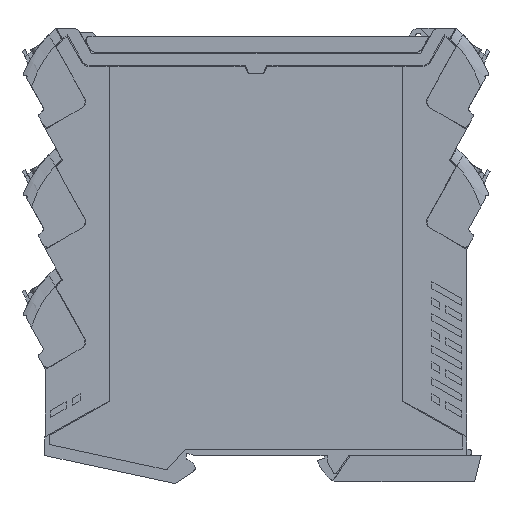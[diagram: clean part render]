
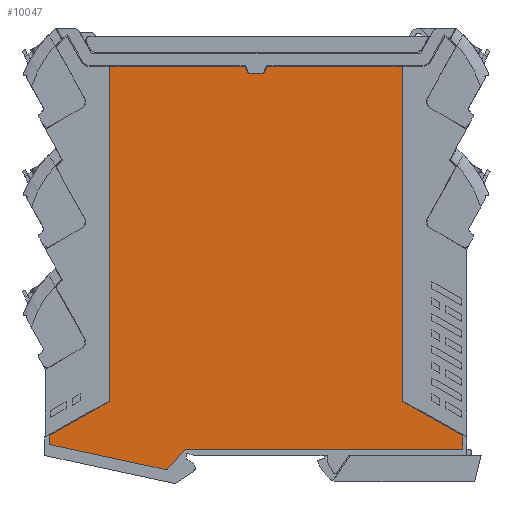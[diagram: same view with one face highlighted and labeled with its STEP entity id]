
A CAD part, left-side view. The second image highlights one B-rep face of the part: STEP entity #10047.
In plain terms, the highlighted planar face has unit normal (-1, 0, 0).
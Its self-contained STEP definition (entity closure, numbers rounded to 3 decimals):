
#10025=AXIS2_PLACEMENT_3D('Plane Axis2P3D',#10022,#10023,#10024) ;
#7637=CARTESIAN_POINT('Vertex',(0.,110.437,12.04)) ;
#7640=CARTESIAN_POINT('Line Origine',(0.,102.821,16.305)) ;
#7644=CARTESIAN_POINT('Vertex',(0.,95.205,20.571)) ;
#7669=CARTESIAN_POINT('Vertex',(0.,110.437,9.771)) ;
#7672=CARTESIAN_POINT('Line Origine',(0.,110.437,10.906)) ;
#7694=CARTESIAN_POINT('Vertex',(0.,80.884,3.413)) ;
#7697=CARTESIAN_POINT('Line Origine',(0.,95.661,6.592)) ;
#7715=CARTESIAN_POINT('Line Origine',(0.,78.847,5.745)) ;
#7719=CARTESIAN_POINT('Vertex',(0.,76.81,8.077)) ;
#7726=CARTESIAN_POINT('Vertex',(0.,76.332,8.624)) ;
#7729=CARTESIAN_POINT('Line Origine',(0.,76.568,8.353)) ;
#7733=CARTESIAN_POINT('Vertex',(0.,76.805,8.082)) ;
#7736=CARTESIAN_POINT('Line Origine',(0.,76.808,8.079)) ;
#7762=CARTESIAN_POINT('Vertex',(0.,6.773,8.624)) ;
#7765=CARTESIAN_POINT('Line Origine',(0.,41.552,8.624)) ;
#7787=CARTESIAN_POINT('Vertex',(0.,6.773,12.04)) ;
#7790=CARTESIAN_POINT('Line Origine',(0.,6.773,10.332)) ;
#7812=CARTESIAN_POINT('Vertex',(0.,22.005,20.571)) ;
#7815=CARTESIAN_POINT('Line Origine',(0.,14.389,16.305)) ;
#7837=CARTESIAN_POINT('Vertex',(0.,22.005,104.524)) ;
#7840=CARTESIAN_POINT('Line Origine',(0.,22.005,62.547)) ;
#7857=CARTESIAN_POINT('Vertex',(0.,55.774,104.524)) ;
#7860=CARTESIAN_POINT('Line Origine',(0.,54.024,104.524)) ;
#7864=CARTESIAN_POINT('Vertex',(0.,52.274,104.524)) ;
#7867=CARTESIAN_POINT('Line Origine',(0.,37.14,104.524)) ;
#7890=CARTESIAN_POINT('Vertex',(0.,56.66,102.624)) ;
#7893=CARTESIAN_POINT('Line Origine',(0.,56.217,103.574)) ;
#7915=CARTESIAN_POINT('Vertex',(0.,60.55,102.624)) ;
#7918=CARTESIAN_POINT('Line Origine',(0.,58.605,102.624)) ;
#7940=CARTESIAN_POINT('Vertex',(0.,61.436,104.524)) ;
#7943=CARTESIAN_POINT('Line Origine',(0.,60.993,103.574)) ;
#7956=CARTESIAN_POINT('Line Origine',(0.,63.186,104.524)) ;
#7960=CARTESIAN_POINT('Vertex',(0.,64.936,104.524)) ;
#7967=CARTESIAN_POINT('Vertex',(0.,95.205,104.524)) ;
#7970=CARTESIAN_POINT('Line Origine',(0.,80.07,104.524)) ;
#7989=CARTESIAN_POINT('Line Origine',(0.,95.205,62.547)) ;
#10022=CARTESIAN_POINT('Axis2P3D Location',(0.,58.605,7.024)) ;
#7641=DIRECTION('Vector Direction',(0.,0.872,-0.489)) ;
#7673=DIRECTION('Vector Direction',(0.,0.,-1.)) ;
#7698=DIRECTION('Vector Direction',(0.,-0.978,-0.21)) ;
#7716=DIRECTION('Vector Direction',(0.,-0.658,0.753)) ;
#7730=DIRECTION('Vector Direction',(0.,-0.658,0.753)) ;
#7737=DIRECTION('Vector Direction',(0.,-0.658,0.753)) ;
#7766=DIRECTION('Vector Direction',(0.,1.,0.)) ;
#7791=DIRECTION('Vector Direction',(0.,0.,1.)) ;
#7816=DIRECTION('Vector Direction',(0.,0.872,0.489)) ;
#7841=DIRECTION('Vector Direction',(0.,0.,1.)) ;
#7861=DIRECTION('Vector Direction',(0.,1.,0.)) ;
#7868=DIRECTION('Vector Direction',(0.,1.,0.)) ;
#7894=DIRECTION('Vector Direction',(0.,-0.423,0.906)) ;
#7919=DIRECTION('Vector Direction',(0.,1.,0.)) ;
#7944=DIRECTION('Vector Direction',(0.,0.423,0.906)) ;
#7957=DIRECTION('Vector Direction',(0.,1.,0.)) ;
#7971=DIRECTION('Vector Direction',(0.,1.,0.)) ;
#7990=DIRECTION('Vector Direction',(0.,0.,-1.)) ;
#10023=DIRECTION('Axis2P3D Direction',(-1.,0.,0.)) ;
#10024=DIRECTION('Axis2P3D XDirection',(0.,1.,0.)) ;
#7642=VECTOR('Line Direction',#7641,1.) ;
#7674=VECTOR('Line Direction',#7673,1.) ;
#7699=VECTOR('Line Direction',#7698,1.) ;
#7717=VECTOR('Line Direction',#7716,1.) ;
#7731=VECTOR('Line Direction',#7730,1.) ;
#7738=VECTOR('Line Direction',#7737,1.) ;
#7767=VECTOR('Line Direction',#7766,1.) ;
#7792=VECTOR('Line Direction',#7791,1.) ;
#7817=VECTOR('Line Direction',#7816,1.) ;
#7842=VECTOR('Line Direction',#7841,1.) ;
#7862=VECTOR('Line Direction',#7861,1.) ;
#7869=VECTOR('Line Direction',#7868,1.) ;
#7895=VECTOR('Line Direction',#7894,1.) ;
#7920=VECTOR('Line Direction',#7919,1.) ;
#7945=VECTOR('Line Direction',#7944,1.) ;
#7958=VECTOR('Line Direction',#7957,1.) ;
#7972=VECTOR('Line Direction',#7971,1.) ;
#7991=VECTOR('Line Direction',#7990,1.) ;
#10028=ORIENTED_EDGE('',*,*,#7721,.T.) ;
#10029=ORIENTED_EDGE('',*,*,#7740,.T.) ;
#10030=ORIENTED_EDGE('',*,*,#7735,.T.) ;
#10031=ORIENTED_EDGE('',*,*,#7769,.T.) ;
#10032=ORIENTED_EDGE('',*,*,#7794,.T.) ;
#10033=ORIENTED_EDGE('',*,*,#7819,.T.) ;
#10034=ORIENTED_EDGE('',*,*,#7844,.T.) ;
#10035=ORIENTED_EDGE('',*,*,#7871,.T.) ;
#10036=ORIENTED_EDGE('',*,*,#7866,.T.) ;
#10037=ORIENTED_EDGE('',*,*,#7897,.T.) ;
#10038=ORIENTED_EDGE('',*,*,#7922,.T.) ;
#10039=ORIENTED_EDGE('',*,*,#7947,.T.) ;
#10040=ORIENTED_EDGE('',*,*,#7962,.T.) ;
#10041=ORIENTED_EDGE('',*,*,#7974,.T.) ;
#10042=ORIENTED_EDGE('',*,*,#7993,.T.) ;
#10043=ORIENTED_EDGE('',*,*,#7646,.T.) ;
#10044=ORIENTED_EDGE('',*,*,#7676,.T.) ;
#10045=ORIENTED_EDGE('',*,*,#7701,.T.) ;
#10047=ADVANCED_FACE('GEHAEUSE',(#10046),#10026,.T.) ;
#7646=EDGE_CURVE('',#7645,#7638,#7643,.T.) ;
#7676=EDGE_CURVE('',#7638,#7670,#7675,.T.) ;
#7701=EDGE_CURVE('',#7670,#7695,#7700,.T.) ;
#7721=EDGE_CURVE('',#7695,#7720,#7718,.T.) ;
#7735=EDGE_CURVE('',#7734,#7727,#7732,.T.) ;
#7740=EDGE_CURVE('',#7720,#7734,#7739,.T.) ;
#7769=EDGE_CURVE('',#7727,#7763,#7768,.F.) ;
#7794=EDGE_CURVE('',#7763,#7788,#7793,.T.) ;
#7819=EDGE_CURVE('',#7788,#7813,#7818,.T.) ;
#7844=EDGE_CURVE('',#7813,#7838,#7843,.T.) ;
#7866=EDGE_CURVE('',#7865,#7858,#7863,.T.) ;
#7871=EDGE_CURVE('',#7838,#7865,#7870,.T.) ;
#7897=EDGE_CURVE('',#7858,#7891,#7896,.F.) ;
#7922=EDGE_CURVE('',#7891,#7916,#7921,.T.) ;
#7947=EDGE_CURVE('',#7916,#7941,#7946,.T.) ;
#7962=EDGE_CURVE('',#7941,#7961,#7959,.T.) ;
#7974=EDGE_CURVE('',#7961,#7968,#7973,.T.) ;
#7993=EDGE_CURVE('',#7968,#7645,#7992,.T.) ;
#10027=EDGE_LOOP('',(#10028,#10029,#10030,#10031,#10032,#10033,#10034,#10035,#10036,#10037,#10038,#10039,#10040,#10041,#10042,#10043,#10044,#10045)) ;
#10046=FACE_OUTER_BOUND('',#10027,.T.) ;
#7643=LINE('Line',#7640,#7642) ;
#7675=LINE('Line',#7672,#7674) ;
#7700=LINE('Line',#7697,#7699) ;
#7718=LINE('Line',#7715,#7717) ;
#7732=LINE('Line',#7729,#7731) ;
#7739=LINE('Line',#7736,#7738) ;
#7768=LINE('Line',#7765,#7767) ;
#7793=LINE('Line',#7790,#7792) ;
#7818=LINE('Line',#7815,#7817) ;
#7843=LINE('Line',#7840,#7842) ;
#7863=LINE('Line',#7860,#7862) ;
#7870=LINE('Line',#7867,#7869) ;
#7896=LINE('Line',#7893,#7895) ;
#7921=LINE('Line',#7918,#7920) ;
#7946=LINE('Line',#7943,#7945) ;
#7959=LINE('Line',#7956,#7958) ;
#7973=LINE('Line',#7970,#7972) ;
#7992=LINE('Line',#7989,#7991) ;
#10026=PLANE('',#10025) ;
#7638=VERTEX_POINT('',#7637) ;
#7645=VERTEX_POINT('',#7644) ;
#7670=VERTEX_POINT('',#7669) ;
#7695=VERTEX_POINT('',#7694) ;
#7720=VERTEX_POINT('',#7719) ;
#7727=VERTEX_POINT('',#7726) ;
#7734=VERTEX_POINT('',#7733) ;
#7763=VERTEX_POINT('',#7762) ;
#7788=VERTEX_POINT('',#7787) ;
#7813=VERTEX_POINT('',#7812) ;
#7838=VERTEX_POINT('',#7837) ;
#7858=VERTEX_POINT('',#7857) ;
#7865=VERTEX_POINT('',#7864) ;
#7891=VERTEX_POINT('',#7890) ;
#7916=VERTEX_POINT('',#7915) ;
#7941=VERTEX_POINT('',#7940) ;
#7961=VERTEX_POINT('',#7960) ;
#7968=VERTEX_POINT('',#7967) ;
